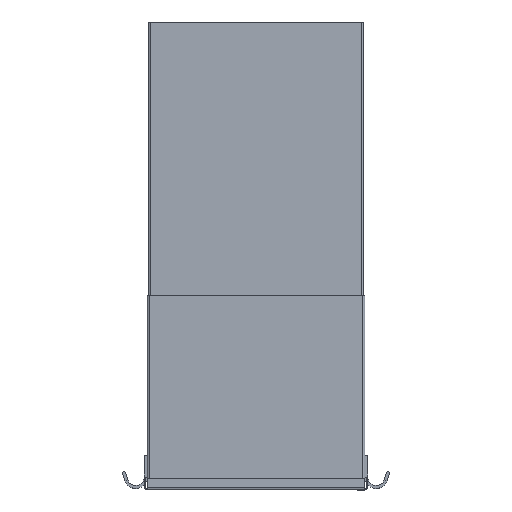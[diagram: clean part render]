
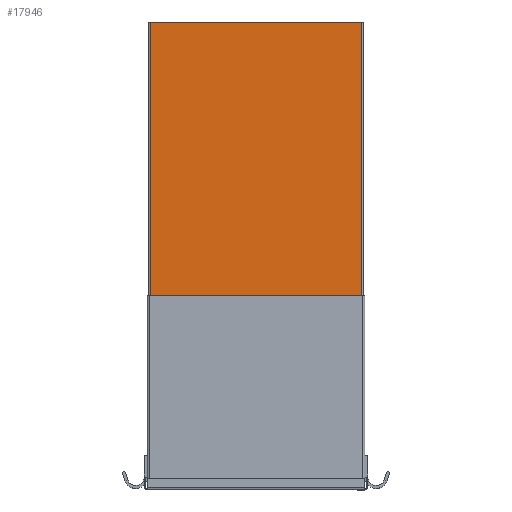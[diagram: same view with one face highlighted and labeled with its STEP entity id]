
A CAD part, front view. The second image highlights one B-rep face of the part: STEP entity #17946.
In plain terms, the highlighted planar face has unit normal (0, -1, 0).
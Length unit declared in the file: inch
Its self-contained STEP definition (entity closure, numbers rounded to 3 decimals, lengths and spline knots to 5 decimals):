
#115 = ORIENTED_EDGE ( 'NONE', *, *, #17925, .T. ) ;
#511 = DIRECTION ( 'NONE',  ( -1., 0., 0. ) ) ;
#1131 = EDGE_CURVE ( 'NONE', #15514, #2036, #19014, .T. ) ;
#1174 = AXIS2_PLACEMENT_3D ( 'NONE', #12070, #2719, #13603 ) ;
#1181 = CARTESIAN_POINT ( 'NONE',  ( -8.625, -0.0598, -6.28596 ) ) ;
#1346 = FACE_OUTER_BOUND ( 'NONE', #11291, .T. ) ;
#1503 = CIRCLE ( 'NONE', #18266, 0.0995 ) ;
#1537 = VECTOR ( 'NONE', #16488, 39.37008 ) ;
#2036 = VERTEX_POINT ( 'NONE', #5881 ) ;
#2544 = CARTESIAN_POINT ( 'NONE',  ( 0., -0.0598, 6.28496 ) ) ;
#2631 = VERTEX_POINT ( 'NONE', #15355 ) ;
#2719 = DIRECTION ( 'NONE',  ( 0., 1., 0. ) ) ;
#2926 = LINE ( 'NONE', #10367, #18462 ) ;
#4161 = DIRECTION ( 'NONE',  ( 0., 0., -1. ) ) ;
#4674 = ORIENTED_EDGE ( 'NONE', *, *, #1131, .F. ) ;
#5664 = ORIENTED_EDGE ( 'NONE', *, *, #12363, .F. ) ;
#5881 = CARTESIAN_POINT ( 'NONE',  ( -8.625, -0.0598, 6.28496 ) ) ;
#6457 = LINE ( 'NONE', #11441, #9637 ) ;
#7104 = EDGE_CURVE ( 'NONE', #11541, #18720, #2926, .T. ) ;
#7380 = ORIENTED_EDGE ( 'NONE', *, *, #7104, .F. ) ;
#7419 = PLANE ( 'NONE',  #10600 ) ;
#7489 = DIRECTION ( 'NONE',  ( 0., 1., 0. ) ) ;
#7794 = DIRECTION ( 'NONE',  ( 0., 1., 0. ) ) ;
#9629 = FACE_BOUND ( 'NONE', #10818, .T. ) ;
#9637 = VECTOR ( 'NONE', #511, 39.37008 ) ;
#9798 = VECTOR ( 'NONE', #16717, 39.37008 ) ;
#10116 = CIRCLE ( 'NONE', #1174, 0.0995 ) ;
#10117 = CARTESIAN_POINT ( 'NONE',  ( 8.625, -0.0598, 6.28496 ) ) ;
#10367 = CARTESIAN_POINT ( 'NONE',  ( 8.625, -0.0598, -16.407 ) ) ;
#10600 = AXIS2_PLACEMENT_3D ( 'NONE', #16783, #7489, #18345 ) ;
#10818 = EDGE_LOOP ( 'NONE', ( #115, #14196 ) ) ;
#10876 = CARTESIAN_POINT ( 'NONE',  ( 8.625, -0.0598, -6.28596 ) ) ;
#11291 = EDGE_LOOP ( 'NONE', ( #5664, #7380, #15380, #4674 ) ) ;
#11441 = CARTESIAN_POINT ( 'NONE',  ( 0., -0.0598, -6.28596 ) ) ;
#11541 = VERTEX_POINT ( 'NONE', #10117 ) ;
#12070 = CARTESIAN_POINT ( 'NONE',  ( -8.125, -0.0598, 0. ) ) ;
#12363 = EDGE_CURVE ( 'NONE', #18720, #15514, #6457, .T. ) ;
#12968 = LINE ( 'NONE', #2544, #1537 ) ;
#13603 = DIRECTION ( 'NONE',  ( 0., 0., 1. ) ) ;
#14196 = ORIENTED_EDGE ( 'NONE', *, *, #15045, .T. ) ;
#15045 = EDGE_CURVE ( 'NONE', #2631, #17975, #1503, .T. ) ;
#15355 = CARTESIAN_POINT ( 'NONE',  ( -8.125, -0.0598, -0.0995 ) ) ;
#15380 = ORIENTED_EDGE ( 'NONE', *, *, #18956, .T. ) ;
#15514 = VERTEX_POINT ( 'NONE', #1181 ) ;
#16140 = CARTESIAN_POINT ( 'NONE',  ( -8.625, -0.0598, -16.407 ) ) ;
#16488 = DIRECTION ( 'NONE',  ( -1., 0., 0. ) ) ;
#16717 = DIRECTION ( 'NONE',  ( 0., 0., 1. ) ) ;
#16783 = CARTESIAN_POINT ( 'NONE',  ( 0., -0.0598, 0. ) ) ;
#17098 = CARTESIAN_POINT ( 'NONE',  ( -8.125, -0.0598, 0. ) ) ;
#17925 = EDGE_CURVE ( 'NONE', #17975, #2631, #10116, .T. ) ;
#17946 = ADVANCED_FACE ( 'NONE', ( #1346, #9629 ), #7419, .F. ) ;
#17975 = VERTEX_POINT ( 'NONE', #19964 ) ;
#18266 = AXIS2_PLACEMENT_3D ( 'NONE', #17098, #7794, #18673 ) ;
#18345 = DIRECTION ( 'NONE',  ( 0., 0., 1. ) ) ;
#18462 = VECTOR ( 'NONE', #4161, 39.37008 ) ;
#18673 = DIRECTION ( 'NONE',  ( 0., 0., 1. ) ) ;
#18720 = VERTEX_POINT ( 'NONE', #10876 ) ;
#18956 = EDGE_CURVE ( 'NONE', #11541, #2036, #12968, .T. ) ;
#19014 = LINE ( 'NONE', #16140, #9798 ) ;
#19964 = CARTESIAN_POINT ( 'NONE',  ( -8.125, -0.0598, 0.0995 ) ) ;
